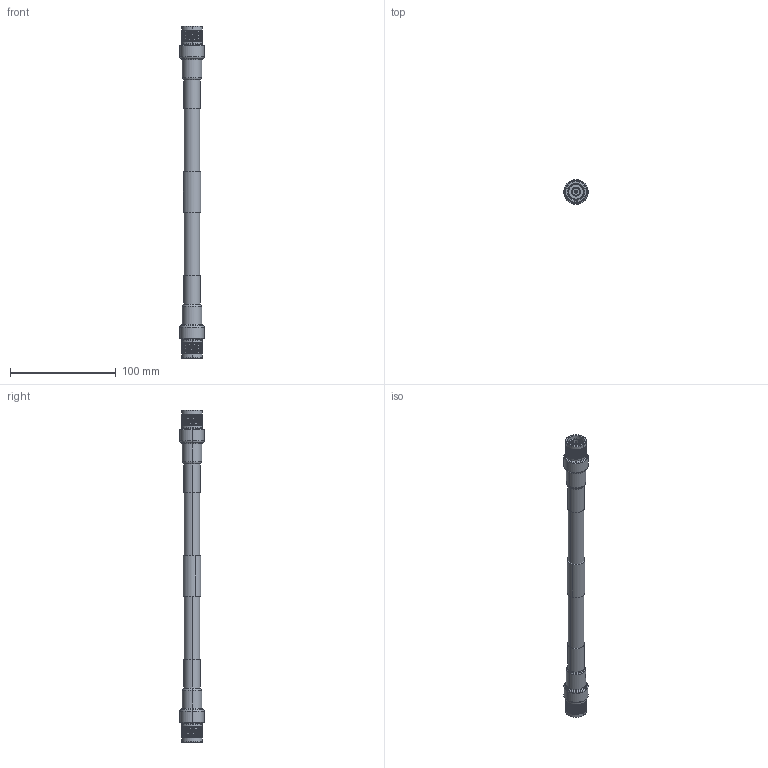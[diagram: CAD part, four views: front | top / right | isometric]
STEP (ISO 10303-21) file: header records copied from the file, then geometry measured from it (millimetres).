
FILE_DESCRIPTION (( 'STEP AP214' ), '1' );
FILE_NAME ('FMCA100259_3D.step', '2025-02-11T17:21:22', ( '' ), ( '' ), 'SwSTEP 2.0', 'SolidWorks 2022', '' );
FILE_SCHEMA (( 'AUTOMOTIVE_DESIGN' ));
Length unit declared in the file: inch
Products named in the file (4): CABLE^FMCA100259_LMR-600; FMCA100259_3D; PE44454^FMCA100259_WITH HS; Label^FMCA100259
Assembly tree (4 placements, depth 2):
  FMCA100259_3D
    CABLE^FMCA100259_LMR-600
    Label^FMCA100259
    PE44454^FMCA100259_WITH HS  x2
Bounding box: 22.88 x 22.88 x 313.31 mm (x, y, z)
Volume: 75335.2 mm3; surface area: 43131.7 mm2
Topology: 8 solids, 8 shells, 4702 faces, 10012 edges, 5350 vertices
Faces by surface type: bspline 3526, cylinder 1002, plane 72, cone 62, torus 40
Entity records: 89995 total; most frequent: CARTESIAN_POINT 58102, ORIENTED_EDGE 10024, EDGE_CURVE 5012, VERTEX_POINT 2679, EDGE_LOOP 2371, ADVANCED_FACE 2355, FACE_OUTER_BOUND 2355, B_SPLINE_CURVE_WITH_KNOTS 2107
